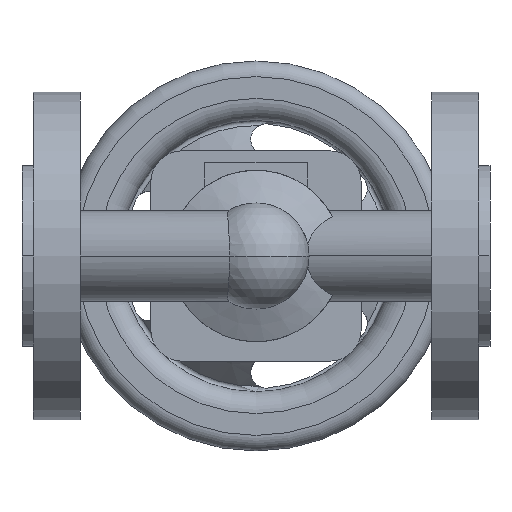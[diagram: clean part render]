
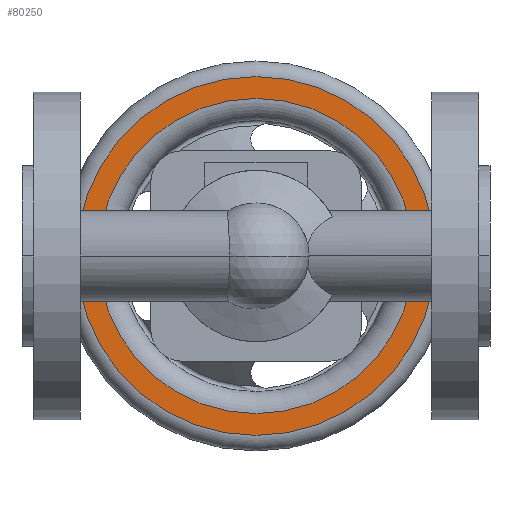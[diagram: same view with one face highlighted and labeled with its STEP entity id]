
A CAD part, front view. The second image highlights one B-rep face of the part: STEP entity #80250.
In plain terms, the highlighted planar face has unit normal (0, -1, 0).
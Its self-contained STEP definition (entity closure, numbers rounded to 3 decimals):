
#79690=CARTESIAN_POINT('',(57.5,178.,0.));
#79700=VERTEX_POINT('',#79690);
#79790=CARTESIAN_POINT('',(-57.5,178.,0.));
#79800=VERTEX_POINT('',#79790);
#79830=CARTESIAN_POINT('',(0.,178.,0.));
#79840=DIRECTION('',(0.,1.,0.));
#79850=DIRECTION('',(1.,0.,0.));
#79860=AXIS2_PLACEMENT_3D('',#79830,#79840,#79850);
#79870=CIRCLE('',#79860,57.5);
#79880=EDGE_CURVE('',#79700,#79800,#79870,.T.);
#80000=CARTESIAN_POINT('',(54.,178.,0.));
#80010=DIRECTION('',(0.,-1.,0.));
#80020=DIRECTION('',(-1.,0.,0.));
#80030=AXIS2_PLACEMENT_3D('',#80000,#80010,#80020);
#80040=PLANE('',#80030);
#80050=EDGE_CURVE('',#79800,#79700,#79870,.T.);
#80060=ORIENTED_EDGE('',*,*,#80050,.F.);
#80070=ORIENTED_EDGE('',*,*,#79880,.F.);
#80080=EDGE_LOOP('',(#80070,#80060));
#80090=FACE_OUTER_BOUND('',#80080,.T.);
#80100=CARTESIAN_POINT('',(0.,178.,0.));
#80110=DIRECTION('',(0.,1.,0.));
#80120=DIRECTION('',(1.,0.,0.));
#80130=AXIS2_PLACEMENT_3D('',#80100,#80110,#80120);
#80140=CIRCLE('',#80130,50.5);
#80150=CARTESIAN_POINT('',(-50.5,178.,0.));
#80160=VERTEX_POINT('',#80150);
#80170=CARTESIAN_POINT('',(50.5,178.,0.));
#80180=VERTEX_POINT('',#80170);
#80190=EDGE_CURVE('',#80160,#80180,#80140,.T.);
#80200=ORIENTED_EDGE('',*,*,#80190,.T.);
#80210=EDGE_CURVE('',#80180,#80160,#80140,.T.);
#80220=ORIENTED_EDGE('',*,*,#80210,.T.);
#80230=EDGE_LOOP('',(#80220,#80200));
#80240=FACE_BOUND('',#80230,.T.);
#80250=ADVANCED_FACE('',(#80090,#80240),#80040,.T.);
